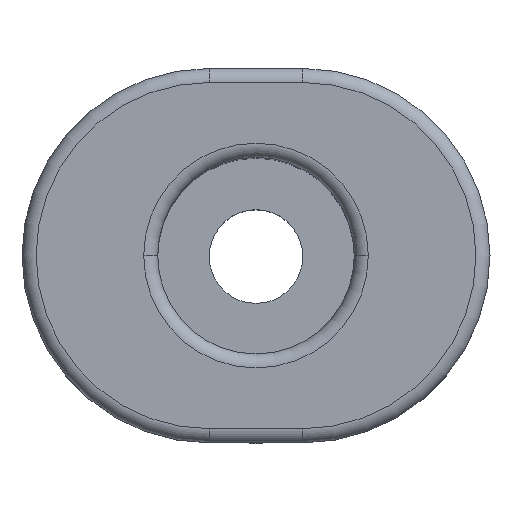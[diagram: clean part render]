
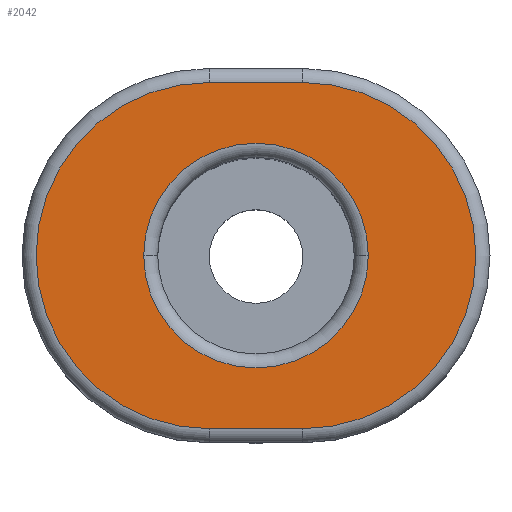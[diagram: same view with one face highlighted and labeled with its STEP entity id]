
A CAD part, top view. The second image highlights one B-rep face of the part: STEP entity #2042.
In plain terms, the highlighted face is planar.
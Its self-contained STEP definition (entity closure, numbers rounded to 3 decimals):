
#728=CARTESIAN_POINT('',(2.4,10.675,0.));
#729=VERTEX_POINT('',#728);
#739=CARTESIAN_POINT('',(-2.4,10.675,0.));
#740=VERTEX_POINT('',#739);
#741=CARTESIAN_POINT('',(0.0,10.675,0.0));
#742=DIRECTION('',(0.0,1.0,0.0));
#743=DIRECTION('',(1.0,0.0,0.0));
#744=AXIS2_PLACEMENT_3D('',#741,#742,#743);
#745=CIRCLE('',#744,2.4);
#746=EDGE_CURVE('',#729,#740,#745,.T.);
#1855=CARTESIAN_POINT('',(-1.0,10.675,3.7));
#1856=VERTEX_POINT('',#1855);
#1857=CARTESIAN_POINT('',(-1.,10.675,-3.7));
#1858=VERTEX_POINT('',#1857);
#1859=CARTESIAN_POINT('',(-1.0,10.675,0.0));
#1860=DIRECTION('',(0.0,-1.0,0.0));
#1861=DIRECTION('',(-1.0,0.0,0.0));
#1862=AXIS2_PLACEMENT_3D('',#1859,#1860,#1861);
#1863=CIRCLE('',#1862,3.7);
#1864=EDGE_CURVE('',#1856,#1858,#1863,.T.);
#1899=CARTESIAN_POINT('',(1.,10.675,-3.7));
#1900=VERTEX_POINT('',#1899);
#1901=CARTESIAN_POINT('',(-1.,10.675,-3.7));
#1902=DIRECTION('',(1.0,0.0,0.0));
#1903=VECTOR('',#1902,2.);
#1904=LINE('',#1901,#1903);
#1905=EDGE_CURVE('',#1858,#1900,#1904,.T.);
#1939=CARTESIAN_POINT('',(1.0,10.675,3.7));
#1940=VERTEX_POINT('',#1939);
#1948=CARTESIAN_POINT('',(1.0,10.675,3.7));
#1949=DIRECTION('',(-1.0,0.0,0.0));
#1950=VECTOR('',#1949,2.0);
#1951=LINE('',#1948,#1950);
#1952=EDGE_CURVE('',#1940,#1856,#1951,.T.);
#1963=CARTESIAN_POINT('',(1.0,10.675,0.0));
#1964=DIRECTION('',(0.,-1.0,0.));
#1965=DIRECTION('',(1.0,0.,0.));
#1966=AXIS2_PLACEMENT_3D('',#1963,#1964,#1965);
#1967=CIRCLE('',#1966,3.7);
#1968=EDGE_CURVE('',#1900,#1940,#1967,.T.);
#2021=CARTESIAN_POINT('',(0.,10.675,0.0));
#2022=DIRECTION('',(0.0,-1.0,0.0));
#2023=DIRECTION('',(1.0,0.0,0.0));
#2024=AXIS2_PLACEMENT_3D('',#2021,#2022,#2023);
#2025=PLANE('',#2024);
#2026=ORIENTED_EDGE('',*,*,#1864,.F.);
#2027=ORIENTED_EDGE('',*,*,#1952,.F.);
#2028=ORIENTED_EDGE('',*,*,#1968,.F.);
#2029=ORIENTED_EDGE('',*,*,#1905,.F.);
#2030=EDGE_LOOP('',(#2026,#2027,#2028,#2029));
#2031=FACE_OUTER_BOUND('',#2030,.T.);
#2032=CARTESIAN_POINT('',(0.0,10.675,0.0));
#2033=DIRECTION('',(0.0,1.0,0.0));
#2034=DIRECTION('',(1.0,0.0,0.0));
#2035=AXIS2_PLACEMENT_3D('',#2032,#2033,#2034);
#2036=CIRCLE('',#2035,2.4);
#2037=EDGE_CURVE('',#740,#729,#2036,.T.);
#2038=ORIENTED_EDGE('',*,*,#2037,.F.);
#2039=ORIENTED_EDGE('',*,*,#746,.F.);
#2040=EDGE_LOOP('',(#2038,#2039));
#2041=FACE_BOUND('',#2040,.T.);
#2042=ADVANCED_FACE('',(#2031,#2041),#2025,.F.);
